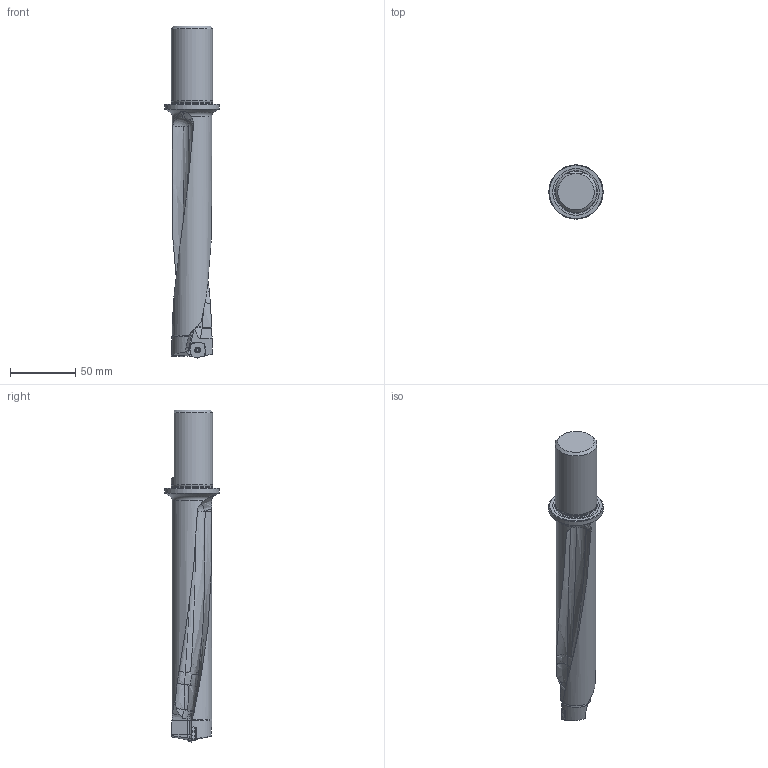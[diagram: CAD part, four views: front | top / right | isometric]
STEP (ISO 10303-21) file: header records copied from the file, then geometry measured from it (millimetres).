
FILE_DESCRIPTION(/* description */ (''),/* implementation_level */ '2;1');
FILE_NAME(/* name */ 'MM6970586.stp',/* time_stamp */ '2022-01-25T14:29:17+06:00',/* author */ (''),/* organization */ (''),/* preprocessor_version */ 'ST-DEVELOPER v16.7',/* originating_system */ 'SIEMENS PLM Software NX 12.0',/* authorisation */ '');
FILE_SCHEMA (('AUTOMOTIVE_DESIGN { 1 0 10303 214 3 1 1 1 }'));
Length unit declared in the file: millimetre
Products named in the file (1): MM6970586
Bounding box: 41.74 x 41.74 x 255.32 mm (x, y, z)
Volume: 135260.4 mm3; surface area: 30343.2 mm2
Topology: 5 solids, 5 shells, 316 faces, 870 edges, 567 vertices
Faces by surface type: cylinder 118, plane 106, bspline 40, cone 22, sphere 18, torus 12
Full cylindrical faces by diameter (mm): 2.37 x2, 3 x2, 3.4 x2, 4.15 x2, 4.5 x2, 31.292 x1, 31.992 x1, 41.74 x1
Entity records: 11337 total; most frequent: CARTESIAN_POINT 3546, ORIENTED_EDGE 1666, DIRECTION 1567, EDGE_CURVE 833, AXIS2_PLACEMENT_3D 624, VERTEX_POINT 561, EDGE_LOOP 354, LINE 319
